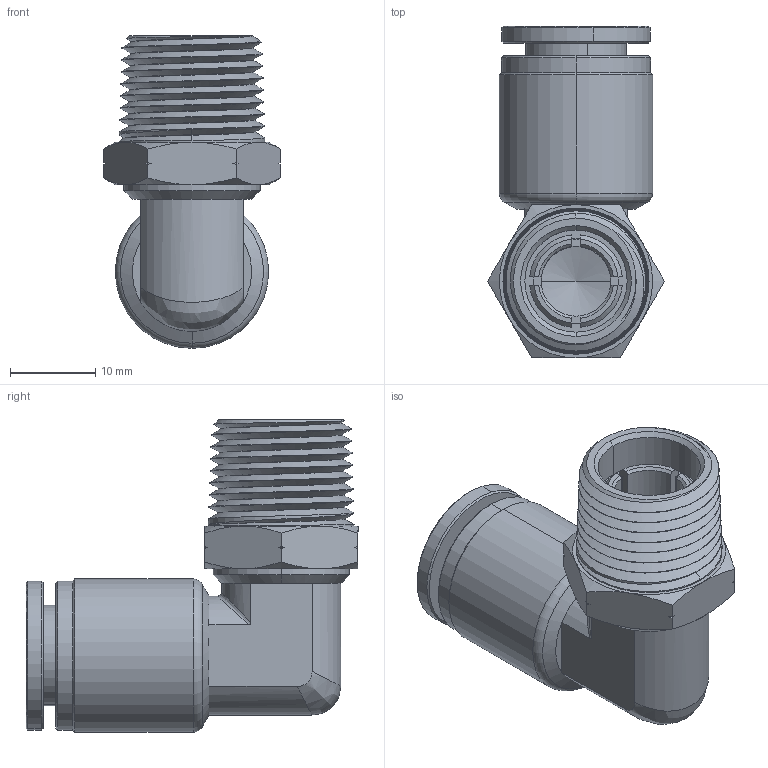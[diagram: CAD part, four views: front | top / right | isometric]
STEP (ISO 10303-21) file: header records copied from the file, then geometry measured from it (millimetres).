
FILE_DESCRIPTION (( 'STEP AP214' ), '1' );
FILE_NAME ('MES3-8N3-8W.STEP', '2018-07-20T16:41:11', ( '' ), ( '' ), 'SwSTEP 2.0', 'SolidWorks 2016', '' );
FILE_SCHEMA (( 'AUTOMOTIVE_DESIGN' ));
Length unit declared in the file: millimetre
Products named in the file (1): MES3-8N3-8W
Bounding box: 20.78 x 38.97 x 36.7 mm (x, y, z)
Volume: 7218.2 mm3; surface area: 10070.7 mm2
Topology: 7 solids, 7 shells, 542 faces, 1468 edges, 950 vertices
Faces by surface type: cone 193, plane 189, cylinder 89, bspline 67, torus 4
Entity records: 28336 total; most frequent: CARTESIAN_POINT 9647, ORIENTED_EDGE 2932, DIRECTION 2295, EDGE_CURVE 1466, VERTEX_POINT 950, AXIS2_PLACEMENT_3D 921, EDGE_LOOP 568, UNCERTAINTY_MEASURE_WITH_UNIT 551
